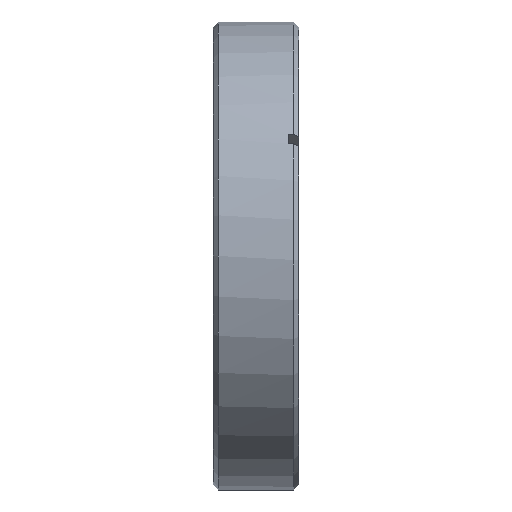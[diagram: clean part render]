
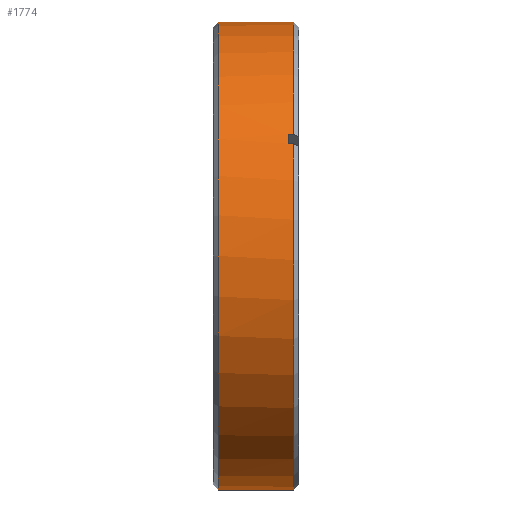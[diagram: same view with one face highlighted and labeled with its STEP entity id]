
A CAD part, front view. The second image highlights one B-rep face of the part: STEP entity #1774.
In plain terms, the highlighted cylindrical face has radius 34.671 mm (diameter 69.342 mm), a partial arc.
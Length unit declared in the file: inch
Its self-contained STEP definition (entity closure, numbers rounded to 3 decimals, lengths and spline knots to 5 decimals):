
#11 = DIRECTION ( 'NONE',  ( -1., 0., 0. ) ) ;
#79 = ORIENTED_EDGE ( 'NONE', *, *, #1448, .T. ) ;
#133 = CARTESIAN_POINT ( 'NONE',  ( 0.03, 0., -1.365 ) ) ;
#293 = CARTESIAN_POINT ( 'NONE',  ( 0.47, 0., 0. ) ) ;
#294 = DIRECTION ( 'NONE',  ( 1., 0., 0. ) ) ;
#338 = DIRECTION ( 'NONE',  ( 0., 0., -1. ) ) ;
#400 = DIRECTION ( 'NONE',  ( 0., 0., -1. ) ) ;
#440 = LINE ( 'NONE', #1519, #2242 ) ;
#513 = CARTESIAN_POINT ( 'NONE',  ( 0.438, -1.19732, 0.65548 ) ) ;
#611 = EDGE_CURVE ( 'NONE', #1905, #1652, #1047, .T. ) ;
#639 = CARTESIAN_POINT ( 'NONE',  ( 0.5, 0., -1.365 ) ) ;
#665 = ORIENTED_EDGE ( 'NONE', *, *, #2411, .F. ) ;
#674 = DIRECTION ( 'NONE',  ( -1., 0., 0. ) ) ;
#689 = ORIENTED_EDGE ( 'NONE', *, *, #695, .T. ) ;
#692 = ORIENTED_EDGE ( 'NONE', *, *, #1233, .F. ) ;
#695 = EDGE_CURVE ( 'NONE', #1905, #2752, #2125, .T. ) ;
#769 = ORIENTED_EDGE ( 'NONE', *, *, #2640, .T. ) ;
#817 = EDGE_LOOP ( 'NONE', ( #1272, #689, #665, #692, #769, #898, #932, #79 ) ) ;
#871 = CIRCLE ( 'NONE', #2545, 1.365 ) ;
#882 = CARTESIAN_POINT ( 'NONE',  ( 0.47, 0., 1.365 ) ) ;
#898 = ORIENTED_EDGE ( 'NONE', *, *, #1510, .T. ) ;
#911 = CARTESIAN_POINT ( 'NONE',  ( 0.438, -1.19732, 0.65548 ) ) ;
#913 = VERTEX_POINT ( 'NONE', #1253 ) ;
#932 = ORIENTED_EDGE ( 'NONE', *, *, #1862, .T. ) ;
#1047 = LINE ( 'NONE', #639, #1610 ) ;
#1106 = CARTESIAN_POINT ( 'NONE',  ( 0.47, 0., 0. ) ) ;
#1120 = DIRECTION ( 'NONE',  ( -1., 0., 0. ) ) ;
#1126 = DIRECTION ( 'NONE',  ( 0., 0., -1. ) ) ;
#1217 = DIRECTION ( 'NONE',  ( -1., 0., 0. ) ) ;
#1233 = EDGE_CURVE ( 'NONE', #913, #2254, #871, .T. ) ;
#1253 = CARTESIAN_POINT ( 'NONE',  ( 0.438, -1.16632, 0.70917 ) ) ;
#1272 = ORIENTED_EDGE ( 'NONE', *, *, #611, .F. ) ;
#1359 = CARTESIAN_POINT ( 'NONE',  ( 0.5, 0., 1.365 ) ) ;
#1448 = EDGE_CURVE ( 'NONE', #2589, #1652, #2189, .T. ) ;
#1510 = EDGE_CURVE ( 'NONE', #1781, #2240, #2058, .T. ) ;
#1519 = CARTESIAN_POINT ( 'NONE',  ( 0.438, -1.16632, 0.70917 ) ) ;
#1540 = DIRECTION ( 'NONE',  ( 1., 0., 0. ) ) ;
#1560 = DIRECTION ( 'NONE',  ( 0., 0., 1. ) ) ;
#1610 = VECTOR ( 'NONE', #11, 39.37008 ) ;
#1621 = DIRECTION ( 'NONE',  ( -1., 0., 0. ) ) ;
#1646 = AXIS2_PLACEMENT_3D ( 'NONE', #2341, #1932, #400 ) ;
#1652 = VERTEX_POINT ( 'NONE', #133 ) ;
#1734 = CARTESIAN_POINT ( 'NONE',  ( 0.47, -1.16632, 0.70917 ) ) ;
#1759 = AXIS2_PLACEMENT_3D ( 'NONE', #293, #674, #338 ) ;
#1770 = VECTOR ( 'NONE', #2238, 39.37008 ) ;
#1774 = ADVANCED_FACE ( 'NONE', ( #2583 ), #2115, .T. ) ;
#1781 = VERTEX_POINT ( 'NONE', #1734 ) ;
#1862 = EDGE_CURVE ( 'NONE', #2240, #2589, #1902, .T. ) ;
#1902 = LINE ( 'NONE', #1359, #2460 ) ;
#1905 = VERTEX_POINT ( 'NONE', #2313 ) ;
#1932 = DIRECTION ( 'NONE',  ( 1., 0., 0. ) ) ;
#2058 = CIRCLE ( 'NONE', #2355, 1.365 ) ;
#2115 = CYLINDRICAL_SURFACE ( 'NONE', #2681, 1.365 ) ;
#2125 = CIRCLE ( 'NONE', #1759, 1.365 ) ;
#2130 = CARTESIAN_POINT ( 'NONE',  ( 0.03, 0., 1.365 ) ) ;
#2168 = CARTESIAN_POINT ( 'NONE',  ( 0.47, -1.19732, 0.65548 ) ) ;
#2189 = CIRCLE ( 'NONE', #1646, 1.365 ) ;
#2238 = DIRECTION ( 'NONE',  ( 1., 0., 0. ) ) ;
#2240 = VERTEX_POINT ( 'NONE', #882 ) ;
#2242 = VECTOR ( 'NONE', #1540, 39.37008 ) ;
#2254 = VERTEX_POINT ( 'NONE', #911 ) ;
#2313 = CARTESIAN_POINT ( 'NONE',  ( 0.47, 0., -1.365 ) ) ;
#2341 = CARTESIAN_POINT ( 'NONE',  ( 0.03, 0., 0. ) ) ;
#2355 = AXIS2_PLACEMENT_3D ( 'NONE', #1106, #1120, #1126 ) ;
#2411 = EDGE_CURVE ( 'NONE', #2254, #2752, #2755, .T. ) ;
#2437 = CARTESIAN_POINT ( 'NONE',  ( 0.438, 0., 0. ) ) ;
#2460 = VECTOR ( 'NONE', #1217, 39.37008 ) ;
#2545 = AXIS2_PLACEMENT_3D ( 'NONE', #2437, #294, #1560 ) ;
#2583 = FACE_OUTER_BOUND ( 'NONE', #817, .T. ) ;
#2589 = VERTEX_POINT ( 'NONE', #2130 ) ;
#2626 = DIRECTION ( 'NONE',  ( 0., 0., 1. ) ) ;
#2640 = EDGE_CURVE ( 'NONE', #913, #1781, #440, .T. ) ;
#2681 = AXIS2_PLACEMENT_3D ( 'NONE', #2748, #1621, #2626 ) ;
#2748 = CARTESIAN_POINT ( 'NONE',  ( 0.5, 0., 0. ) ) ;
#2752 = VERTEX_POINT ( 'NONE', #2168 ) ;
#2755 = LINE ( 'NONE', #513, #1770 ) ;
